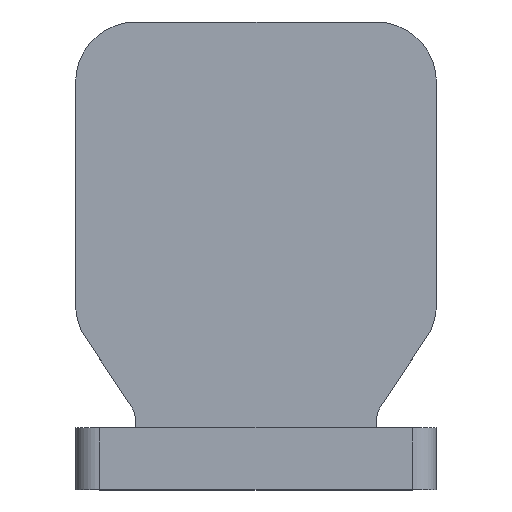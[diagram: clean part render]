
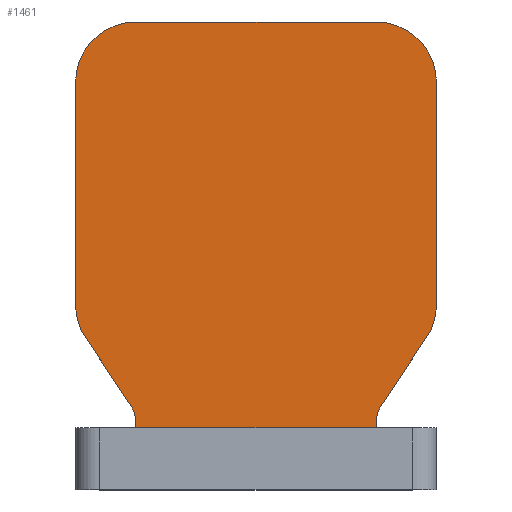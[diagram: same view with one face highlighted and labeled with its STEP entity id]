
A CAD part, top view. The second image highlights one B-rep face of the part: STEP entity #1461.
In plain terms, the highlighted planar face has unit normal (0, 0, 1).
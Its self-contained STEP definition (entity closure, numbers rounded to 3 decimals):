
#78=CIRCLE('',#1598,10.);
#80=CIRCLE('',#1604,10.);
#82=CIRCLE('',#1608,20.);
#84=CIRCLE('',#1612,20.);
#86=CIRCLE('',#1616,20.);
#88=CIRCLE('',#1620,20.);
#186=FACE_OUTER_BOUND('',#271,.T.);
#271=EDGE_LOOP('',(#1300,#1301,#1302,#1303,#1304,#1305,#1306,#1307,#1308,
#1309,#1310,#1311,#1312,#1313));
#405=LINE('',#2387,#564);
#408=LINE('',#2393,#567);
#411=LINE('',#2399,#570);
#415=LINE('',#2411,#574);
#419=LINE('',#2423,#578);
#423=LINE('',#2435,#582);
#427=LINE('',#2447,#586);
#431=LINE('',#2457,#590);
#564=VECTOR('',#1960,10.);
#567=VECTOR('',#1965,10.);
#570=VECTOR('',#1970,10.);
#574=VECTOR('',#1982,10.);
#578=VECTOR('',#1994,10.);
#582=VECTOR('',#2006,10.);
#586=VECTOR('',#2018,10.);
#590=VECTOR('',#2030,10.);
#699=VERTEX_POINT('',#2378);
#700=VERTEX_POINT('',#2380);
#702=VERTEX_POINT('',#2386);
#704=VERTEX_POINT('',#2392);
#706=VERTEX_POINT('',#2398);
#708=VERTEX_POINT('',#2404);
#710=VERTEX_POINT('',#2410);
#712=VERTEX_POINT('',#2416);
#714=VERTEX_POINT('',#2422);
#716=VERTEX_POINT('',#2428);
#718=VERTEX_POINT('',#2434);
#720=VERTEX_POINT('',#2440);
#722=VERTEX_POINT('',#2446);
#724=VERTEX_POINT('',#2452);
#886=EDGE_CURVE('',#700,#699,#78,.T.);
#889=EDGE_CURVE('',#702,#700,#405,.T.);
#892=EDGE_CURVE('',#704,#702,#408,.T.);
#895=EDGE_CURVE('',#706,#704,#411,.T.);
#898=EDGE_CURVE('',#708,#706,#80,.T.);
#901=EDGE_CURVE('',#710,#708,#415,.T.);
#904=EDGE_CURVE('',#712,#710,#82,.T.);
#907=EDGE_CURVE('',#714,#712,#419,.T.);
#910=EDGE_CURVE('',#716,#714,#84,.T.);
#913=EDGE_CURVE('',#718,#716,#423,.T.);
#916=EDGE_CURVE('',#720,#718,#86,.T.);
#919=EDGE_CURVE('',#722,#720,#427,.T.);
#922=EDGE_CURVE('',#724,#722,#88,.T.);
#925=EDGE_CURVE('',#699,#724,#431,.T.);
#1300=ORIENTED_EDGE('',*,*,#925,.T.);
#1301=ORIENTED_EDGE('',*,*,#922,.T.);
#1302=ORIENTED_EDGE('',*,*,#919,.T.);
#1303=ORIENTED_EDGE('',*,*,#916,.T.);
#1304=ORIENTED_EDGE('',*,*,#913,.T.);
#1305=ORIENTED_EDGE('',*,*,#910,.T.);
#1306=ORIENTED_EDGE('',*,*,#907,.T.);
#1307=ORIENTED_EDGE('',*,*,#904,.T.);
#1308=ORIENTED_EDGE('',*,*,#901,.T.);
#1309=ORIENTED_EDGE('',*,*,#898,.T.);
#1310=ORIENTED_EDGE('',*,*,#895,.T.);
#1311=ORIENTED_EDGE('',*,*,#892,.T.);
#1312=ORIENTED_EDGE('',*,*,#889,.T.);
#1313=ORIENTED_EDGE('',*,*,#886,.T.);
#1383=PLANE('',#1622);
#1461=ADVANCED_FACE('',(#186),#1383,.T.);
#1598=AXIS2_PLACEMENT_3D('',#2381,#1954,#1955);
#1604=AXIS2_PLACEMENT_3D('',#2405,#1976,#1977);
#1608=AXIS2_PLACEMENT_3D('',#2417,#1988,#1989);
#1612=AXIS2_PLACEMENT_3D('',#2429,#2000,#2001);
#1616=AXIS2_PLACEMENT_3D('',#2441,#2012,#2013);
#1620=AXIS2_PLACEMENT_3D('',#2453,#2024,#2025);
#1622=AXIS2_PLACEMENT_3D('',#2458,#2031,#2032);
#1954=DIRECTION('center_axis',(0.,0.,-1.));
#1955=DIRECTION('ref_axis',(-0.832,0.555,0.));
#1960=DIRECTION('',(0.,1.,0.));
#1965=DIRECTION('',(1.,0.,0.));
#1970=DIRECTION('',(0.,-1.,0.));
#1976=DIRECTION('center_axis',(0.,0.,-1.));
#1977=DIRECTION('ref_axis',(1.,0.,0.));
#1982=DIRECTION('',(0.555,-0.832,0.));
#1988=DIRECTION('center_axis',(0.,0.,1.));
#1989=DIRECTION('ref_axis',(-1.,0.,0.));
#1994=DIRECTION('',(0.,-1.,0.));
#2000=DIRECTION('center_axis',(0.,0.,1.));
#2001=DIRECTION('ref_axis',(0.,1.,0.));
#2006=DIRECTION('',(-1.,0.,0.));
#2012=DIRECTION('center_axis',(0.,0.,1.));
#2013=DIRECTION('ref_axis',(1.,0.,0.));
#2018=DIRECTION('',(0.,1.,0.));
#2024=DIRECTION('center_axis',(0.,0.,1.));
#2025=DIRECTION('ref_axis',(0.832,-0.555,0.));
#2030=DIRECTION('',(0.555,0.832,0.));
#2031=DIRECTION('center_axis',(0.,0.,1.));
#2032=DIRECTION('ref_axis',(1.,0.,0.));
#2378=CARTESIAN_POINT('',(146.679,-92.481,4.));
#2380=CARTESIAN_POINT('',(145.,-98.028,4.));
#2381=CARTESIAN_POINT('Origin',(155.,-98.028,4.));
#2386=CARTESIAN_POINT('',(145.,-110.,4.));
#2387=CARTESIAN_POINT('',(145.,-98.028,4.));
#2392=CARTESIAN_POINT('',(65.,-110.,4.));
#2393=CARTESIAN_POINT('',(145.,-110.,4.));
#2398=CARTESIAN_POINT('',(65.,-98.028,4.));
#2399=CARTESIAN_POINT('',(65.,-110.,4.));
#2404=CARTESIAN_POINT('',(63.321,-92.481,4.));
#2405=CARTESIAN_POINT('Origin',(55.,-98.028,4.));
#2410=CARTESIAN_POINT('',(48.359,-70.038,4.));
#2411=CARTESIAN_POINT('',(63.321,-92.481,4.));
#2416=CARTESIAN_POINT('',(45.,-58.944,4.));
#2417=CARTESIAN_POINT('Origin',(65.,-58.944,4.));
#2422=CARTESIAN_POINT('',(45.,15.,4.));
#2423=CARTESIAN_POINT('',(45.,-58.944,4.));
#2428=CARTESIAN_POINT('',(65.,35.,4.));
#2429=CARTESIAN_POINT('Origin',(65.,15.,4.));
#2434=CARTESIAN_POINT('',(145.,35.,4.));
#2435=CARTESIAN_POINT('',(65.,35.,4.));
#2440=CARTESIAN_POINT('',(165.,15.,4.));
#2441=CARTESIAN_POINT('Origin',(145.,15.,4.));
#2446=CARTESIAN_POINT('',(165.,-58.944,4.));
#2447=CARTESIAN_POINT('',(165.,15.,4.));
#2452=CARTESIAN_POINT('',(161.641,-70.038,4.));
#2453=CARTESIAN_POINT('Origin',(145.,-58.944,4.));
#2457=CARTESIAN_POINT('',(146.679,-92.481,4.));
#2458=CARTESIAN_POINT('Origin',(105.,-37.5,4.));
